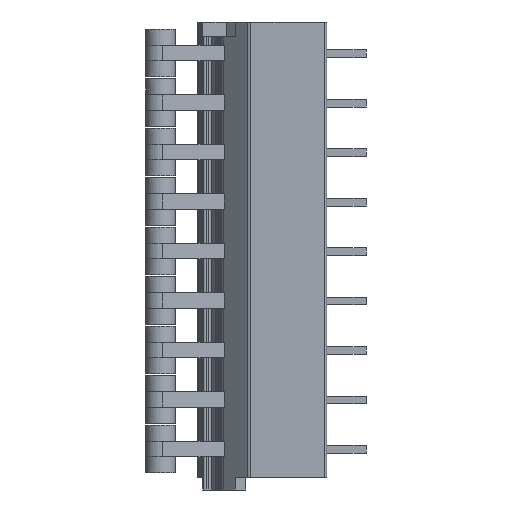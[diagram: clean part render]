
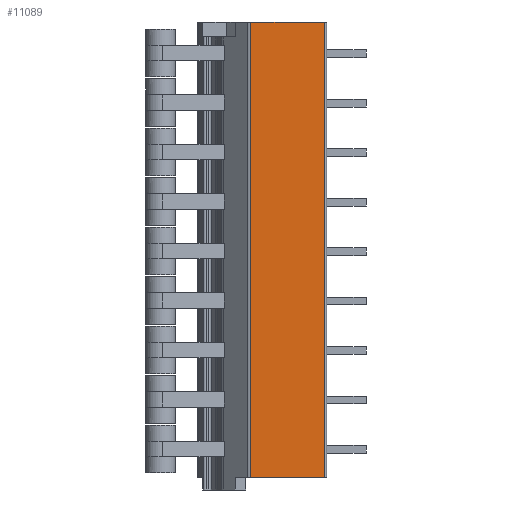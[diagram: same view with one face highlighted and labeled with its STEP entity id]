
A CAD part, left-side view. The second image highlights one B-rep face of the part: STEP entity #11089.
In plain terms, the highlighted planar face has unit normal (-1, 0, 0).
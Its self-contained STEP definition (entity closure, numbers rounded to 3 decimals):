
#30=DIRECTION('',(0.,-1.,0.));
#31=VECTOR('',#30,7.471);
#32=CARTESIAN_POINT('',(0.,7.671,-42.8));
#33=LINE('',#32,#31);
#310=DIRECTION('',(0.,-1.,0.));
#311=VECTOR('',#310,7.471);
#312=CARTESIAN_POINT('',(0.,7.671,3.2));
#313=LINE('',#312,#311);
#483=DIRECTION('',(0.,0.,1.));
#484=VECTOR('',#483,46.);
#485=CARTESIAN_POINT('',(0.,7.671,-42.8));
#486=LINE('',#485,#484);
#487=DIRECTION('',(0.,0.,1.));
#488=VECTOR('',#487,46.);
#489=CARTESIAN_POINT('',(0.,0.2,-42.8));
#490=LINE('',#489,#488);
#8611=CARTESIAN_POINT('',(0.,7.671,-42.8));
#8613=VERTEX_POINT('',#8611);
#8614=CARTESIAN_POINT('',(0.,0.2,-42.8));
#8615=VERTEX_POINT('',#8614);
#8731=CARTESIAN_POINT('',(0.,7.671,3.2));
#8733=VERTEX_POINT('',#8731);
#8734=CARTESIAN_POINT('',(0.,0.2,3.2));
#8735=VERTEX_POINT('',#8734);
#11077=CARTESIAN_POINT('',(0.,7.671,-42.8));
#11078=DIRECTION('',(-1.,0.,0.));
#11079=DIRECTION('',(0.,-1.,0.));
#11080=AXIS2_PLACEMENT_3D('',#11077,#11078,#11079);
#11081=PLANE('',#11080);
#11082=ORIENTED_EDGE('',*,*,#11071,.T.);
#11083=ORIENTED_EDGE('',*,*,#10949,.T.);
#11085=ORIENTED_EDGE('',*,*,#11084,.F.);
#11086=ORIENTED_EDGE('',*,*,#10749,.F.);
#11087=EDGE_LOOP('',(#11082,#11083,#11085,#11086));
#11088=FACE_OUTER_BOUND('',#11087,.F.);
#11089=ADVANCED_FACE('',(#11088),#11081,.T.);
#10749=EDGE_CURVE('',#8613,#8615,#33,.T.);
#10949=EDGE_CURVE('',#8733,#8735,#313,.T.);
#11071=EDGE_CURVE('',#8613,#8733,#486,.T.);
#11084=EDGE_CURVE('',#8615,#8735,#490,.T.);
